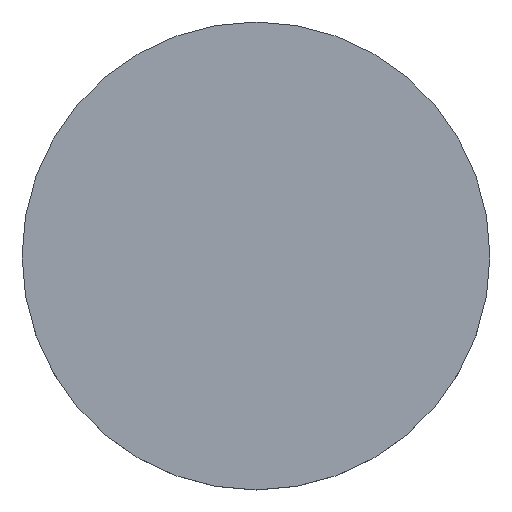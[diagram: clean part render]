
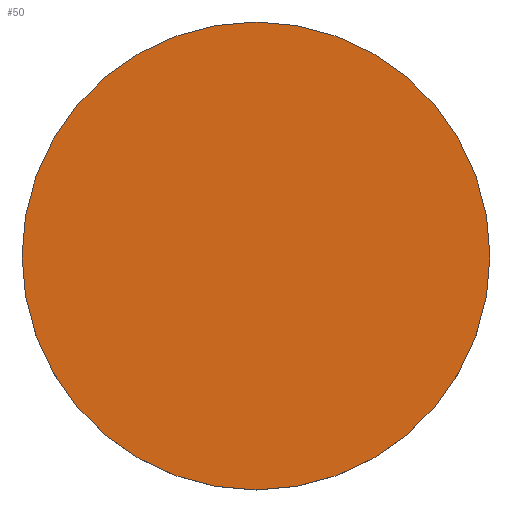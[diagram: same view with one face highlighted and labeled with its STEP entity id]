
A CAD part, top view. The second image highlights one B-rep face of the part: STEP entity #50.
In plain terms, the highlighted planar face has unit normal (0, 0, 1).
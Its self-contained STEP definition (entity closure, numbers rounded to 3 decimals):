
#1 = CARTESIAN_POINT ( 'NONE',  ( 12.7, 0., 4. ) ) ;
#2 = DIRECTION ( 'NONE',  ( 1., 0., 0. ) ) ;
#19 = EDGE_CURVE ( 'NONE', #104, #137, #84, .T. ) ;
#22 = DIRECTION ( 'NONE',  ( 0., 0., -1. ) ) ;
#31 = EDGE_CURVE ( 'NONE', #137, #104, #215, .T. ) ;
#35 = CARTESIAN_POINT ( 'NONE',  ( 0., 0., 4. ) ) ;
#38 = PLANE ( 'NONE',  #65 ) ;
#46 = AXIS2_PLACEMENT_3D ( 'NONE', #179, #22, #110 ) ;
#48 = AXIS2_PLACEMENT_3D ( 'NONE', #35, #53, #2 ) ;
#50 = ADVANCED_FACE ( 'NONE', ( #140 ), #38, .T. ) ;
#53 = DIRECTION ( 'NONE',  ( 0., 0., -1. ) ) ;
#65 = AXIS2_PLACEMENT_3D ( 'NONE', #92, #167, #170 ) ;
#84 = CIRCLE ( 'NONE', #46, 12.7 ) ;
#92 = CARTESIAN_POINT ( 'NONE',  ( 0., 26.112, 4. ) ) ;
#100 = EDGE_LOOP ( 'NONE', ( #119, #183 ) ) ;
#104 = VERTEX_POINT ( 'NONE', #1 ) ;
#110 = DIRECTION ( 'NONE',  ( 1., 0., 0. ) ) ;
#119 = ORIENTED_EDGE ( 'NONE', *, *, #19, .F. ) ;
#137 = VERTEX_POINT ( 'NONE', #220 ) ;
#140 = FACE_OUTER_BOUND ( 'NONE', #100, .T. ) ;
#167 = DIRECTION ( 'NONE',  ( 0., 0., 1. ) ) ;
#170 = DIRECTION ( 'NONE',  ( 1., 0., 0. ) ) ;
#179 = CARTESIAN_POINT ( 'NONE',  ( 0., 0., 4. ) ) ;
#183 = ORIENTED_EDGE ( 'NONE', *, *, #31, .F. ) ;
#215 = CIRCLE ( 'NONE', #48, 12.7 ) ;
#220 = CARTESIAN_POINT ( 'NONE',  ( -12.7, 0., 4. ) ) ;
